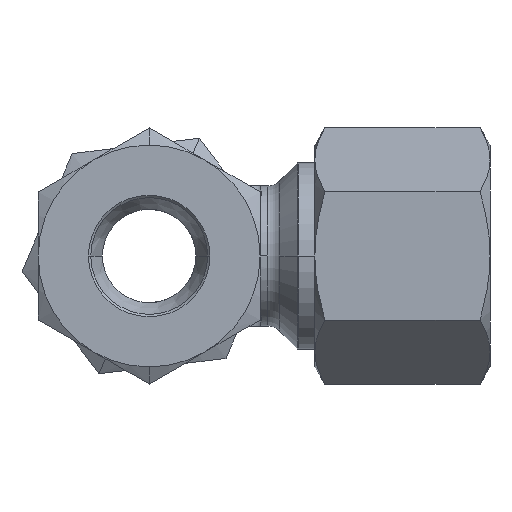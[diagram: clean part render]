
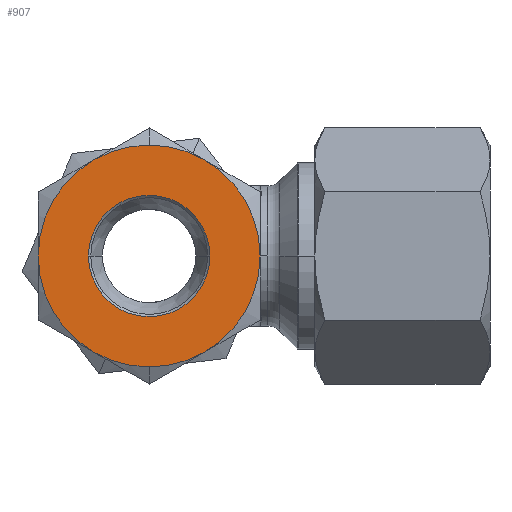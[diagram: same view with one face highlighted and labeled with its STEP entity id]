
A CAD part, left-side view. The second image highlights one B-rep face of the part: STEP entity #907.
In plain terms, the highlighted planar face has unit normal (-1, 0, 0).
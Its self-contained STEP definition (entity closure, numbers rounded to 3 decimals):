
#907=ADVANCED_FACE('',(#1793,#1794),#1795,.F.);
#1793=FACE_OUTER_BOUND('',#2889,.T.);
#1794=FACE_BOUND('',#2890,.T.);
#1795=PLANE('',#2891);
#2889=EDGE_LOOP('',(#5256,#5257,#5258,#5259,#5260,#5261,#5262,#5263));
#2890=EDGE_LOOP('',(#5264,#5265));
#2891=AXIS2_PLACEMENT_3D('',#5266,#5267,#5268);
#5256=ORIENTED_EDGE('',*,*,#5679,.T.);
#5257=ORIENTED_EDGE('',*,*,#5466,.T.);
#5258=ORIENTED_EDGE('',*,*,#5790,.F.);
#5259=ORIENTED_EDGE('',*,*,#5888,.F.);
#5260=ORIENTED_EDGE('',*,*,#6268,.T.);
#5261=ORIENTED_EDGE('',*,*,#5642,.T.);
#5262=ORIENTED_EDGE('',*,*,#6000,.F.);
#5263=ORIENTED_EDGE('',*,*,#5460,.F.);
#5264=ORIENTED_EDGE('',*,*,#6273,.F.);
#5265=ORIENTED_EDGE('',*,*,#5750,.F.);
#5266=CARTESIAN_POINT('',(-29.03,0.0,0.0));
#5267=DIRECTION('',(1.0,0.0,0.0));
#5268=DIRECTION('',(0.0,1.0,0.0));
#5460=EDGE_CURVE('',#6486,#6487,#6488,.T.);
#5466=EDGE_CURVE('',#6493,#6496,#6498,.T.);
#5642=EDGE_CURVE('',#6790,#6792,#6794,.T.);
#5679=EDGE_CURVE('',#6486,#6493,#6854,.T.);
#5750=EDGE_CURVE('',#6969,#6964,#6971,.T.);
#5790=EDGE_CURVE('',#7033,#6496,#7034,.T.);
#5888=EDGE_CURVE('',#7164,#7033,#7165,.T.);
#6000=EDGE_CURVE('',#6487,#6792,#7305,.T.);
#6268=EDGE_CURVE('',#7164,#6790,#7615,.T.);
#6273=EDGE_CURVE('',#6964,#6969,#7620,.T.);
#6486=VERTEX_POINT('',#7914);
#6487=VERTEX_POINT('',#7915);
#6488=CIRCLE('',#7916,9.5);
#6493=VERTEX_POINT('',#7939);
#6496=VERTEX_POINT('',#7943);
#6498=CIRCLE('',#7954,9.5);
#6790=VERTEX_POINT('',#8435);
#6792=VERTEX_POINT('',#8438);
#6794=CIRCLE('',#8449,9.5);
#6854=CIRCLE('',#8574,9.5);
#6964=VERTEX_POINT('',#8835);
#6969=VERTEX_POINT('',#8841);
#6971=CIRCLE('',#8844,5.2);
#7033=VERTEX_POINT('',#8951);
#7034=CIRCLE('',#8952,9.5);
#7164=VERTEX_POINT('',#9235);
#7165=CIRCLE('',#9236,9.5);
#7305=CIRCLE('',#9516,9.5);
#7615=CIRCLE('',#10303,9.5);
#7620=CIRCLE('',#10326,5.2);
#7914=CARTESIAN_POINT('',(-29.03,4.75,-8.227));
#7915=CARTESIAN_POINT('',(-29.03,9.5,0.));
#7916=AXIS2_PLACEMENT_3D('',#10519,#10520,#10521);
#7939=CARTESIAN_POINT('',(-29.03,0.,-9.5));
#7943=CARTESIAN_POINT('',(-29.03,-4.75,-8.227));
#7954=AXIS2_PLACEMENT_3D('',#10523,#10524,#10525);
#8435=CARTESIAN_POINT('',(-29.03,0.,9.5));
#8438=CARTESIAN_POINT('',(-29.03,4.75,8.227));
#8449=AXIS2_PLACEMENT_3D('',#10786,#10787,#10788);
#8574=AXIS2_PLACEMENT_3D('',#10837,#10838,#10839);
#8835=CARTESIAN_POINT('',(-29.03,5.2,0.0));
#8841=CARTESIAN_POINT('',(-29.03,-5.2,0.));
#8844=AXIS2_PLACEMENT_3D('',#10934,#10935,#10936);
#8951=CARTESIAN_POINT('',(-29.03,-9.5,0.));
#8952=AXIS2_PLACEMENT_3D('',#10983,#10984,#10985);
#9235=CARTESIAN_POINT('',(-29.03,-4.75,8.227));
#9236=AXIS2_PLACEMENT_3D('',#11105,#11106,#11107);
#9516=AXIS2_PLACEMENT_3D('',#11248,#11249,#11250);
#10303=AXIS2_PLACEMENT_3D('',#11536,#11537,#11538);
#10326=AXIS2_PLACEMENT_3D('',#11539,#11540,#11541);
#10519=CARTESIAN_POINT('',(-29.03,0.0,0.0));
#10520=DIRECTION('',(1.0,0.0,0.0));
#10521=DIRECTION('',(0.0,0.5,-0.866));
#10523=CARTESIAN_POINT('',(-29.03,0.0,0.0));
#10524=DIRECTION('',(-1.0,0.0,0.0));
#10525=DIRECTION('',(0.0,0.5,-0.866));
#10786=CARTESIAN_POINT('',(-29.03,0.0,0.0));
#10787=DIRECTION('',(-1.0,0.0,0.0));
#10788=DIRECTION('',(0.0,-0.5,0.866));
#10837=CARTESIAN_POINT('',(-29.03,0.0,0.0));
#10838=DIRECTION('',(-1.0,0.0,0.0));
#10839=DIRECTION('',(0.0,0.5,-0.866));
#10934=CARTESIAN_POINT('',(-29.03,0.0,0.0));
#10935=DIRECTION('',(-1.0,0.0,0.0));
#10936=DIRECTION('',(0.0,1.0,0.0));
#10983=CARTESIAN_POINT('',(-29.03,0.0,0.0));
#10984=DIRECTION('',(1.0,0.0,0.0));
#10985=DIRECTION('',(0.0,-1.0,0.));
#11105=CARTESIAN_POINT('',(-29.03,0.0,0.0));
#11106=DIRECTION('',(1.0,0.0,0.0));
#11107=DIRECTION('',(0.0,-0.5,0.866));
#11248=CARTESIAN_POINT('',(-29.03,0.0,0.0));
#11249=DIRECTION('',(1.0,0.0,0.0));
#11250=DIRECTION('',(0.0,1.0,0.0));
#11536=CARTESIAN_POINT('',(-29.03,0.0,0.0));
#11537=DIRECTION('',(-1.0,0.0,0.0));
#11538=DIRECTION('',(0.0,-0.5,0.866));
#11539=CARTESIAN_POINT('',(-29.03,0.0,0.0));
#11540=DIRECTION('',(-1.0,0.0,0.0));
#11541=DIRECTION('',(0.0,1.0,0.0));
